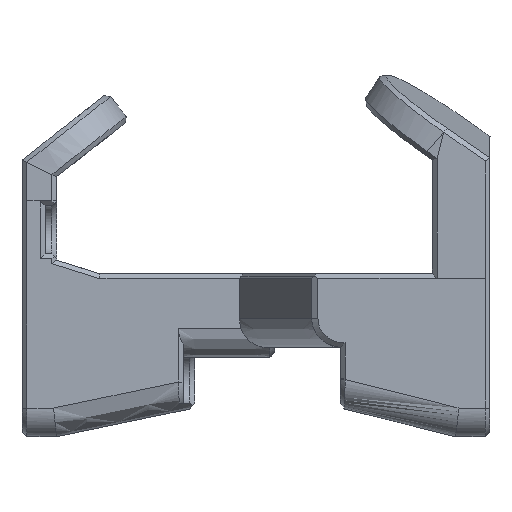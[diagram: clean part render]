
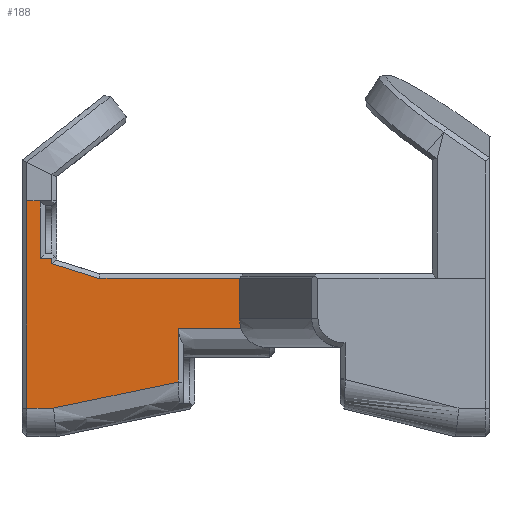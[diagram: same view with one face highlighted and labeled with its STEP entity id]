
A CAD part, left-side view. The second image highlights one B-rep face of the part: STEP entity #188.
In plain terms, the highlighted planar face has unit normal (-1, 0, 0).
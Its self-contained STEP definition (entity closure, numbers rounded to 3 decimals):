
#188=ADVANCED_FACE('',(#644),#6743,.T.);
#644=FACE_OUTER_BOUND('',#1087,.T.);
#1087=EDGE_LOOP('',(#2079,#2080,#2081,#2082,#2083,#2084,#2085,#2086,#2087,
#2088,#2089,#2090));
#2079=ORIENTED_EDGE('',*,*,#3929,.F.);
#2080=ORIENTED_EDGE('',*,*,#3575,.F.);
#2081=ORIENTED_EDGE('',*,*,#3574,.F.);
#2082=ORIENTED_EDGE('',*,*,#3578,.F.);
#2083=ORIENTED_EDGE('',*,*,#3579,.F.);
#2084=ORIENTED_EDGE('',*,*,#3577,.F.);
#2085=ORIENTED_EDGE('',*,*,#3576,.F.);
#2086=ORIENTED_EDGE('',*,*,#3572,.F.);
#2087=ORIENTED_EDGE('',*,*,#3573,.T.);
#2088=ORIENTED_EDGE('',*,*,#3580,.F.);
#2089=ORIENTED_EDGE('',*,*,#3923,.F.);
#2090=ORIENTED_EDGE('',*,*,#3922,.F.);
#3572=EDGE_CURVE('',#5755,#5754,#4863,.T.);
#3573=EDGE_CURVE('',#5755,#5756,#4864,.T.);
#3574=EDGE_CURVE('',#5757,#5758,#4865,.T.);
#3575=EDGE_CURVE('',#5758,#5759,#4866,.T.);
#3576=EDGE_CURVE('',#5754,#5760,#4867,.T.);
#3577=EDGE_CURVE('',#5760,#5761,#4868,.T.);
#3578=EDGE_CURVE('',#5762,#5757,#4869,.T.);
#3579=EDGE_CURVE('',#5761,#5762,#4870,.T.);
#3580=EDGE_CURVE('',#5763,#5756,#4871,.T.);
#3922=EDGE_CURVE('',#5960,#5963,#5146,.T.);
#3923=EDGE_CURVE('',#5963,#5763,#5147,.T.);
#3929=EDGE_CURVE('',#5759,#5960,#4725,.T.);
#4725=(
BOUNDED_CURVE()
B_SPLINE_CURVE(3,(#10258,#10259,#10260,#10261,#10262,#10263,#10264,#10265,
#10266,#10267),.UNSPECIFIED.,.F.,.F.)
B_SPLINE_CURVE_WITH_KNOTS((4,3,3,4),(-7.95,-1.,
-0.4,0.),.UNSPECIFIED.)
CURVE()
GEOMETRIC_REPRESENTATION_ITEM()
RATIONAL_B_SPLINE_CURVE((1.,1.,1.,1.,1.,1.,
1.,1.,1.,1.))
REPRESENTATION_ITEM('')
);
#4863=B_SPLINE_CURVE_WITH_KNOTS('',3,(#8945,#8946,#8947,#8948),
 .UNSPECIFIED.,.F.,.F.,(4,4),(-2.6,-1.4),
 .UNSPECIFIED.);
#4864=B_SPLINE_CURVE_WITH_KNOTS('',1,(#8949,#8950),.UNSPECIFIED.,.F.,.F.,
(2,2),(-18.,0.),.UNSPECIFIED.);
#4865=B_SPLINE_CURVE_WITH_KNOTS('',1,(#8951,#8952,#8953),.UNSPECIFIED.,
 .F.,.F.,(2,1,2),(0.,12.862,14.862),.UNSPECIFIED.);
#4866=B_SPLINE_CURVE_WITH_KNOTS('',1,(#8954,#8955),.UNSPECIFIED.,.F.,.F.,
(2,2),(25.586,29.937),.UNSPECIFIED.);
#4867=B_SPLINE_CURVE_WITH_KNOTS('',1,(#8956,#8957),.UNSPECIFIED.,.F.,.F.,
(2,2),(74.941,79.941),.UNSPECIFIED.);
#4868=B_SPLINE_CURVE_WITH_KNOTS('',1,(#8958,#8959),.UNSPECIFIED.,.F.,.F.,
(2,2),(79.941,80.941),.UNSPECIFIED.);
#4869=B_SPLINE_CURVE_WITH_KNOTS('',1,(#8960,#8961),.UNSPECIFIED.,.F.,.F.,
(2,2),(81.379,85.666),.UNSPECIFIED.);
#4870=B_SPLINE_CURVE_WITH_KNOTS('',1,(#8962,#8963),.UNSPECIFIED.,.F.,.F.,
(2,2),(80.941,81.379),.UNSPECIFIED.);
#4871=B_SPLINE_CURVE_WITH_KNOTS('',1,(#8964,#8965),.UNSPECIFIED.,.F.,.F.,
(2,2),(18.955,21.297),.UNSPECIFIED.);
#5146=B_SPLINE_CURVE_WITH_KNOTS('',1,(#10215,#10216),.UNSPECIFIED.,.F.,
 .F.,(2,2),(0.,4.659),.UNSPECIFIED.);
#5147=B_SPLINE_CURVE_WITH_KNOTS('',1,(#10217,#10218),.UNSPECIFIED.,.F.,
 .F.,(2,2),(1.021,12.112),.UNSPECIFIED.);
#5754=VERTEX_POINT('',#8719);
#5755=VERTEX_POINT('',#8720);
#5756=VERTEX_POINT('',#8721);
#5757=VERTEX_POINT('',#8722);
#5758=VERTEX_POINT('',#8723);
#5759=VERTEX_POINT('',#8724);
#5760=VERTEX_POINT('',#8725);
#5761=VERTEX_POINT('',#8726);
#5762=VERTEX_POINT('',#8727);
#5763=VERTEX_POINT('',#8728);
#5960=VERTEX_POINT('',#8925);
#5963=VERTEX_POINT('',#8928);
#6743=PLANE('',#6913);
#6913=AXIS2_PLACEMENT_3D('',#8560,#7066,$);
#7066=DIRECTION('',(-1.,0.,0.));
#8560=CARTESIAN_POINT('',(-8.64,12.058,-44.45));
#8719=CARTESIAN_POINT('',(-8.64,32.155,-26.45));
#8720=CARTESIAN_POINT('',(-8.64,33.355,-26.45));
#8721=CARTESIAN_POINT('',(-8.64,33.355,-44.45));
#8722=CARTESIAN_POINT('',(-8.64,27.066,-33.178));
#8723=CARTESIAN_POINT('',(-8.64,12.205,-33.178));
#8724=CARTESIAN_POINT('',(-8.64,12.205,-37.529));
#8725=CARTESIAN_POINT('',(-8.64,32.155,-31.45));
#8726=CARTESIAN_POINT('',(-8.64,31.155,-31.45));
#8727=CARTESIAN_POINT('',(-8.64,31.155,-31.887));
#8728=CARTESIAN_POINT('',(-8.64,31.012,-44.45));
#8925=CARTESIAN_POINT('',(-8.64,20.155,-37.529));
#8928=CARTESIAN_POINT('',(-8.64,20.155,-42.188));
#8945=CARTESIAN_POINT('',(-8.64,33.355,-26.45));
#8946=CARTESIAN_POINT('',(-8.64,32.955,-26.45));
#8947=CARTESIAN_POINT('',(-8.64,32.555,-26.45));
#8948=CARTESIAN_POINT('',(-8.64,32.155,-26.45));
#8949=CARTESIAN_POINT('',(-8.64,33.355,-26.45));
#8950=CARTESIAN_POINT('',(-8.64,33.355,-44.45));
#8951=CARTESIAN_POINT('',(-8.64,27.066,-33.178));
#8952=CARTESIAN_POINT('',(-8.64,14.205,-33.178));
#8953=CARTESIAN_POINT('',(-8.64,12.205,-33.178));
#8954=CARTESIAN_POINT('',(-8.64,12.205,-33.178));
#8955=CARTESIAN_POINT('',(-8.64,12.205,-37.529));
#8956=CARTESIAN_POINT('',(-8.64,32.155,-26.45));
#8957=CARTESIAN_POINT('',(-8.64,32.155,-31.45));
#8958=CARTESIAN_POINT('',(-8.64,32.155,-31.45));
#8959=CARTESIAN_POINT('',(-8.64,31.155,-31.45));
#8960=CARTESIAN_POINT('',(-8.64,31.155,-31.887));
#8961=CARTESIAN_POINT('',(-8.64,27.066,-33.178));
#8962=CARTESIAN_POINT('',(-8.64,31.155,-31.45));
#8963=CARTESIAN_POINT('',(-8.64,31.155,-31.887));
#8964=CARTESIAN_POINT('',(-8.64,31.012,-44.45));
#8965=CARTESIAN_POINT('',(-8.64,33.355,-44.45));
#10215=CARTESIAN_POINT('',(-8.64,20.155,-37.529));
#10216=CARTESIAN_POINT('',(-8.64,20.155,-42.188));
#10217=CARTESIAN_POINT('',(-8.64,20.155,-42.188));
#10218=CARTESIAN_POINT('',(-8.64,31.012,-44.45));
#10258=CARTESIAN_POINT('',(-8.64,12.205,-37.529));
#10259=CARTESIAN_POINT('',(-8.64,14.521,-37.529));
#10260=CARTESIAN_POINT('',(-8.64,16.838,-37.529));
#10261=CARTESIAN_POINT('',(-8.64,19.155,-37.529));
#10262=CARTESIAN_POINT('',(-8.64,19.355,-37.529));
#10263=CARTESIAN_POINT('',(-8.64,19.555,-37.529));
#10264=CARTESIAN_POINT('',(-8.64,19.755,-37.529));
#10265=CARTESIAN_POINT('',(-8.64,19.888,-37.529));
#10266=CARTESIAN_POINT('',(-8.64,20.021,-37.529));
#10267=CARTESIAN_POINT('',(-8.64,20.155,-37.529));
